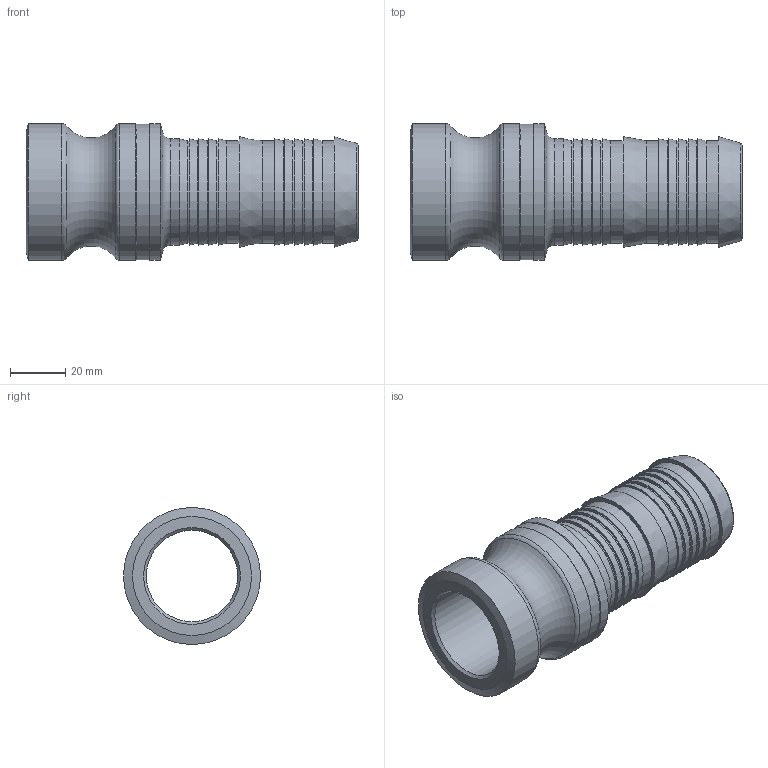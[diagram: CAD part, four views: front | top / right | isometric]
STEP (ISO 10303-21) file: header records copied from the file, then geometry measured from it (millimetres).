
FILE_DESCRIPTION(/* description */ ('SCHLAUCHSTECKER SLW 38'),/* implementation_level */ '2;1');
FILE_NAME(/* name */ 'vst_35_38_n.stp',/* time_stamp */ '2020-04-16T06:26:19+02:00',/* author */ ('ertl'),/* organization */ (''),/* preprocessor_version */ 'ST-DEVELOPER v17',/* originating_system */ 'Autodesk Inventor 2018',/* authorisation */ '61006,18 mm^3');
FILE_SCHEMA (('AUTOMOTIVE_DESIGN { 1 0 10303 214 3 1 1 }'));
Length unit declared in the file: millimetre
Products named in the file (1): 20051008B0000043-AA
Bounding box: 120 x 49.5 x 49.5 mm (x, y, z)
Volume: 60833.4 mm3; surface area: 31349.4 mm2
Topology: 1 solids, 1 shells, 52 faces, 145 edges, 106 vertices
Faces by surface type: cone 17, cylinder 17, plane 13, torus 5
Full cylindrical faces by diameter (mm): 33 x1, 37 x11, 38.5 x1, 49 x1, 49.5 x3
Entity records: 1886 total; most frequent: DIRECTION 362, CARTESIAN_POINT 304, ORIENTED_EDGE 290, AXIS2_PLACEMENT_3D 164, EDGE_CURVE 145, CIRCLE 111, VERTEX_POINT 106, EDGE_LOOP 65
